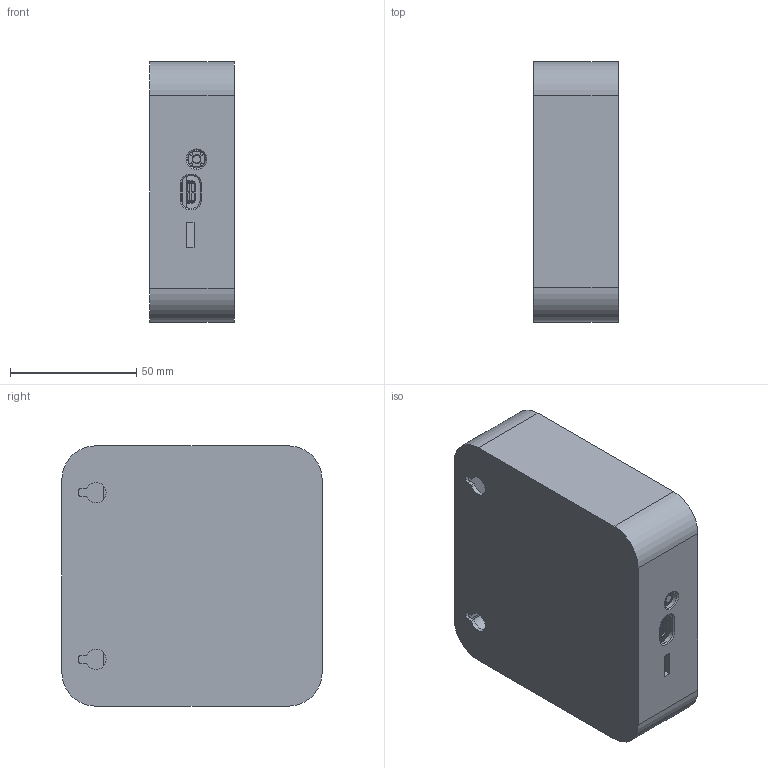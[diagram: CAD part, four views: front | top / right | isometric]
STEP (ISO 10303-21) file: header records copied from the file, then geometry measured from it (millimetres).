
FILE_DESCRIPTION(/* description */ (''),/* implementation_level */ '2;1');
FILE_NAME(/* name */ 'WIFI SIGN v7.step',/* time_stamp */ '2024-11-02T22:18:53+05:30',/* author */ (''),/* organization */ (''),/* preprocessor_version */ 'ST-DEVELOPER v20',/* originating_system */ 'Autodesk Translation Framework v13.20.0.188',/* authorisation */ '');
FILE_SCHEMA (('AUTOMOTIVE_DESIGN { 1 0 10303 214 3 1 1 }'));
Length unit declared in the file: millimetre
Products named in the file (7): WIFI SIGN; BASE BODY; TOP LID; Component4; power circuit; Type C; Component8
Assembly tree (6 placements, depth 3):
  WIFI SIGN
    BASE BODY
    TOP LID
    Component4
    power circuit
      Type C
    Component8
Bounding box: 33.6 x 103 x 103 mm (x, y, z)
Volume: 134191 mm3; surface area: 90229.3 mm2
Topology: 11 solids, 11 shells, 384 faces, 968 edges, 635 vertices
Faces by surface type: plane 290, cylinder 86, cone 6, torus 2
Full cylindrical faces by diameter (mm): 0.3 x2, 1.25 x4, 1.7 x2, 2 x6, 2.5 x2, 3 x6, 3.5 x1, 7.1 x1, 11.369 x1, 20 x1
Entity records: 11797 total; most frequent: CARTESIAN_POINT 2008, DIRECTION 1961, ORIENTED_EDGE 1944, EDGE_CURVE 972, LINE 777, VECTOR 777, VERTEX_POINT 639, AXIS2_PLACEMENT_3D 592
